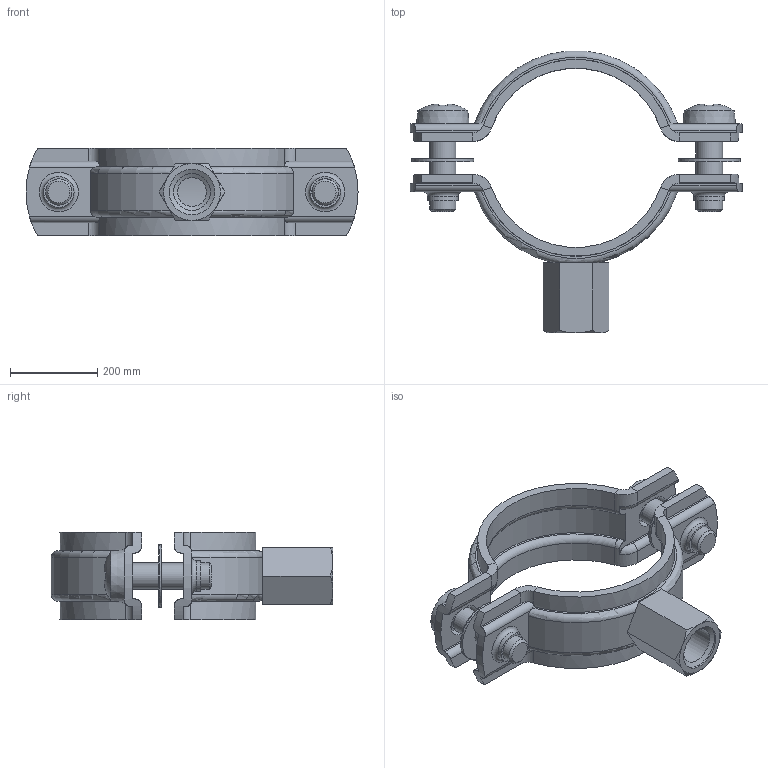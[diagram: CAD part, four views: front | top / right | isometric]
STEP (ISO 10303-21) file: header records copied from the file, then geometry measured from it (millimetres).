
FILE_DESCRIPTION(/* description */ (''),/* implementation_level */ '2;1');
FILE_NAME(/* name */ '4.973.040C_3D.stp',/* time_stamp */ '2026-01-20T11:32:12+01:00',/* author */ ('c.rudolph'),/* organization */ (''),/* preprocessor_version */ 'ST-DEVELOPER v20.1',/* originating_system */ 'AutoCAD Mechanical',/* authorisation */ '');
FILE_SCHEMA (('AUTOMOTIVE_DESIGN { 1 0 10303 214 3 1 1 }'));
Length unit declared in the file: centimetre
Products named in the file (3): Product; *S0; SRS$oE$M8_M10$40$0$A2-+-160495
Assembly tree (2 placements, depth 2):
  Product
    *S0
    SRS$oE$M8_M10$40$0$A2-+-160495
Bounding box: 759.08 x 644.15 x 200 mm (x, y, z)
Volume: 12214336.7 mm3; surface area: 1271484.7 mm2
Topology: 4 solids, 4 shells, 278 faces, 701 edges, 445 vertices
Faces by surface type: plane 136, cylinder 72, cone 38, torus 30, sphere 2
Full cylindrical faces by diameter (mm): 55 x2, 60 x6, 61 x1, 66.47 x1, 70 x2, 83.76 x1, 104 x1, 140 x2, 142 x2
Entity records: 8896 total; most frequent: CARTESIAN_POINT 2159, DIRECTION 1432, ORIENTED_EDGE 1402, EDGE_CURVE 701, AXIS2_PLACEMENT_3D 568, VERTEX_POINT 445, LINE 296, VECTOR 296
